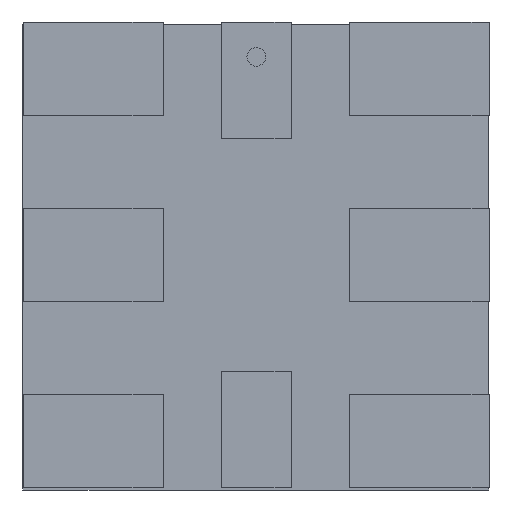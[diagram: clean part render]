
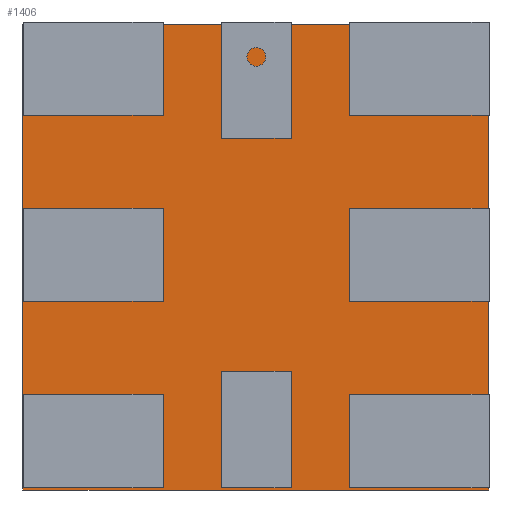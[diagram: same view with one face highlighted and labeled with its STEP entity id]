
A CAD part, front view. The second image highlights one B-rep face of the part: STEP entity #1406.
In plain terms, the highlighted planar face has unit normal (0, -1, 0).
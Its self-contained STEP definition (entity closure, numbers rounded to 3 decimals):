
#98 = DIRECTION ( 'NONE',  ( 0., 1., 0. ) ) ;
#274 = EDGE_CURVE ( 'NONE', #2229, #2212, #3100, .T. ) ;
#366 = DIRECTION ( 'NONE',  ( 0., 0., 1. ) ) ;
#407 = CARTESIAN_POINT ( 'NONE',  ( 1., 0., 1. ) ) ;
#484 = CARTESIAN_POINT ( 'NONE',  ( -1., 0., 1. ) ) ;
#662 = CARTESIAN_POINT ( 'NONE',  ( -1., 0., -1. ) ) ;
#680 = CARTESIAN_POINT ( 'NONE',  ( 0., 0., 0. ) ) ;
#685 = LINE ( 'NONE', #941, #1404 ) ;
#711 = DIRECTION ( 'NONE',  ( 0., 0., 1. ) ) ;
#745 = ORIENTED_EDGE ( 'NONE', *, *, #1748, .F. ) ;
#928 = LINE ( 'NONE', #1829, #1603 ) ;
#932 = EDGE_CURVE ( 'NONE', #3191, #2229, #1792, .T. ) ;
#941 = CARTESIAN_POINT ( 'NONE',  ( 1., 0., -1. ) ) ;
#947 = DIRECTION ( 'NONE',  ( 1., 0., 0. ) ) ;
#971 = EDGE_CURVE ( 'NONE', #1017, #3191, #928, .T. ) ;
#1017 = VERTEX_POINT ( 'NONE', #662 ) ;
#1289 = VECTOR ( 'NONE', #2744, 1000. ) ;
#1404 = VECTOR ( 'NONE', #1824, 1000. ) ;
#1406 = ADVANCED_FACE ( 'NONE', ( #3444 ), #1860, .F. ) ;
#1560 = ORIENTED_EDGE ( 'NONE', *, *, #274, .F. ) ;
#1603 = VECTOR ( 'NONE', #366, 1000. ) ;
#1748 = EDGE_CURVE ( 'NONE', #2212, #1017, #685, .T. ) ;
#1792 = LINE ( 'NONE', #2708, #3142 ) ;
#1824 = DIRECTION ( 'NONE',  ( -1., 0., 0. ) ) ;
#1829 = CARTESIAN_POINT ( 'NONE',  ( -1., 0., -1. ) ) ;
#1860 = PLANE ( 'NONE',  #3225 ) ;
#2078 = CARTESIAN_POINT ( 'NONE',  ( 1., 0., 1. ) ) ;
#2212 = VERTEX_POINT ( 'NONE', #3559 ) ;
#2229 = VERTEX_POINT ( 'NONE', #2078 ) ;
#2506 = ORIENTED_EDGE ( 'NONE', *, *, #971, .F. ) ;
#2686 = EDGE_LOOP ( 'NONE', ( #2506, #745, #1560, #3426 ) ) ;
#2708 = CARTESIAN_POINT ( 'NONE',  ( -1., 0., 1. ) ) ;
#2744 = DIRECTION ( 'NONE',  ( 0., 0., -1. ) ) ;
#3100 = LINE ( 'NONE', #407, #1289 ) ;
#3142 = VECTOR ( 'NONE', #947, 1000. ) ;
#3191 = VERTEX_POINT ( 'NONE', #484 ) ;
#3225 = AXIS2_PLACEMENT_3D ( 'NONE', #680, #98, #711 ) ;
#3426 = ORIENTED_EDGE ( 'NONE', *, *, #932, .F. ) ;
#3444 = FACE_OUTER_BOUND ( 'NONE', #2686, .T. ) ;
#3559 = CARTESIAN_POINT ( 'NONE',  ( 1., 0., -1. ) ) ;
